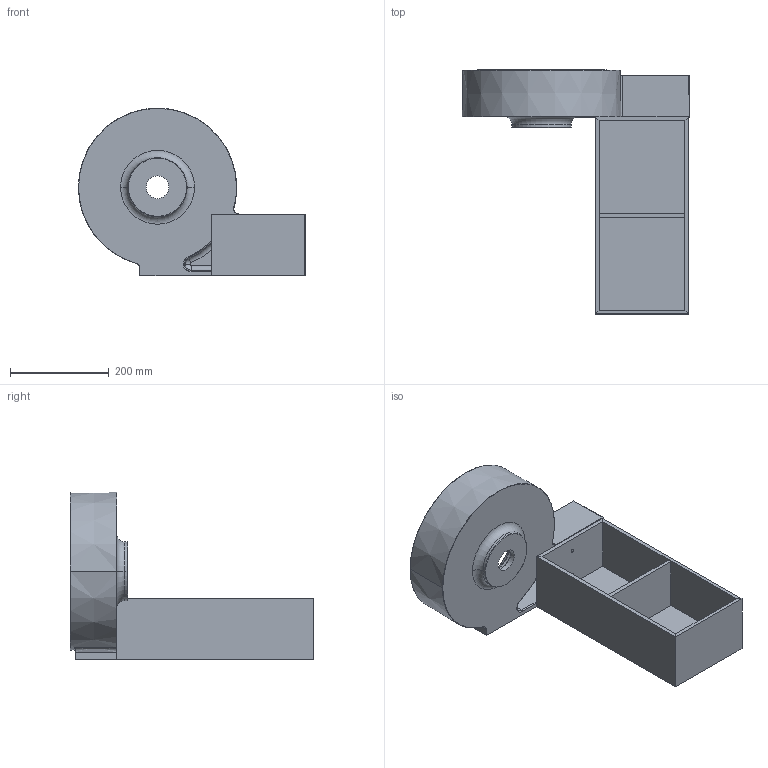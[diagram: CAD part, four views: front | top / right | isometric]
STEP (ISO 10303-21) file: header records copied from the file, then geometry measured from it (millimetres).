
FILE_DESCRIPTION (( 'STEP AP203' ), '1' );
FILE_NAME ('Scalino_Regal_Rechts.STEP', '2024-03-19T10:35:21', ( '' ), ( '' ), 'SwSTEP 2.0', 'SolidWorks 2022', '' );
FILE_SCHEMA (( 'CONFIG_CONTROL_DESIGN' ));
Length unit declared in the file: millimetre
Products named in the file (1): Scalino_Regal_Rechts
Bounding box: 461.56 x 495 x 340.82 mm (x, y, z)
Volume: 5598465.9 mm3; surface area: 965277.4 mm2
Topology: 7 solids, 7 shells, 176 faces, 405 edges, 245 vertices
Faces by surface type: plane 71, cylinder 38, torus 29, bspline 20, cone 17, sphere 1
Entity records: 5623 total; most frequent: CARTESIAN_POINT 1663, DIRECTION 817, ORIENTED_EDGE 804, EDGE_CURVE 402, AXIS2_PLACEMENT_3D 305, VERTEX_POINT 245, LINE 207, VECTOR 207
